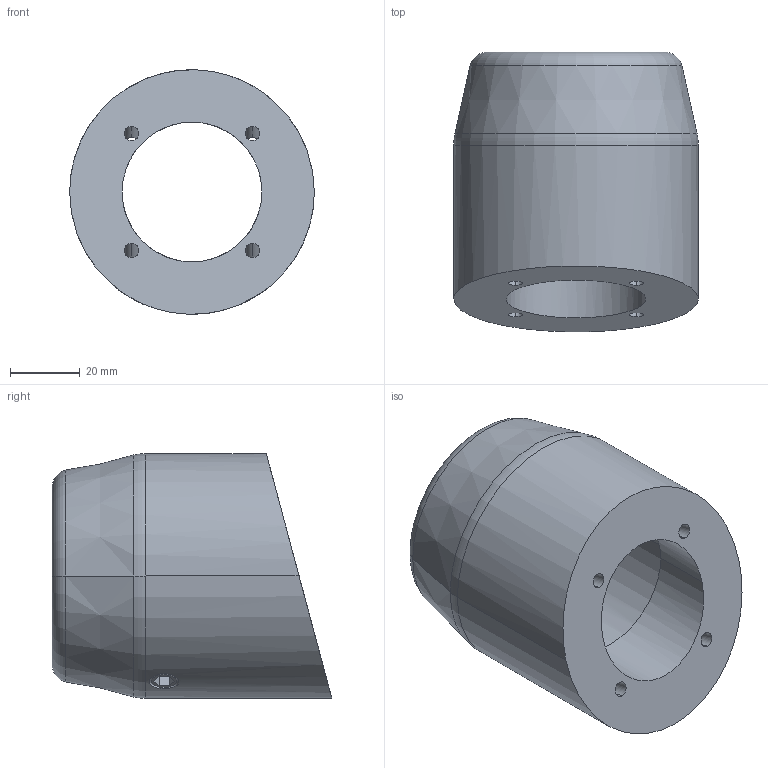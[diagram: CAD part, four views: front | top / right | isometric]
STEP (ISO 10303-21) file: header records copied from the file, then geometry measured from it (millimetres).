
FILE_DESCRIPTION((''),'2;1');
FILE_NAME('NEIGUNGSK_15_CS-480_ASM','2010-10-11T',('M.Fehring'),(''),'PRO/ENGINEER BY PARAMETRIC TECHNOLOGY CORPORATION, 2005070','PRO/ENGINEER BY PARAMETRIC TECHNOLOGY CORPORATION, 2005070','');
FILE_SCHEMA(('AUTOMOTIVE_DESIGN_CC2 { 1 2 10303 214 -1 1 5 2 }'));
Length unit declared in the file: millimetre
Products named in the file (3): NEIGUNGSK_15_CS-480; 9263054000; NEIGUNGSK_15_CS-480_ASM
Assembly tree (3 placements, depth 2):
  NEIGUNGSK_15_CS-480_ASM
    NEIGUNGSK_15_CS-480
    9263054000  x2
Bounding box: 70 x 80 x 70 mm (x, y, z)
Volume: 136350.7 mm3; surface area: 31622.4 mm2
Topology: 3 solids, 3 shells, 65 faces, 156 edges, 94 vertices
Faces by surface type: cylinder 22, plane 21, cone 18, torus 4
Entity records: 1957 total; most frequent: CARTESIAN_POINT 496, DIRECTION 242, ORIENTED_EDGE 224, EDGE_CURVE 112, AXIS2_PLACEMENT_3D 96, PRESENTATION_STYLE_ASSIGNMENT 77, STYLED_ITEM 77, CURVE_STYLE 76
